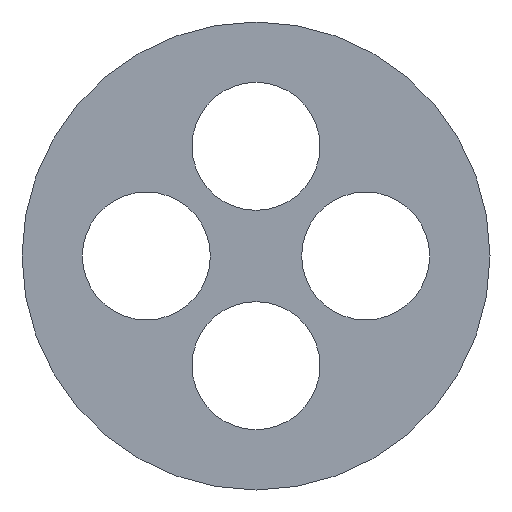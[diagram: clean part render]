
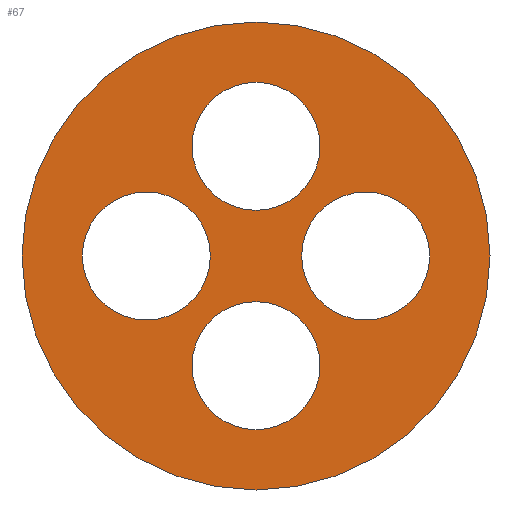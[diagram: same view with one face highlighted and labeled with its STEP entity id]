
A CAD part, left-side view. The second image highlights one B-rep face of the part: STEP entity #67.
In plain terms, the highlighted planar face has unit normal (-1, 0, 0).
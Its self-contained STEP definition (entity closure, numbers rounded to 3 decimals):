
#67 = ADVANCED_FACE( '', ( #156, #157, #158, #159, #160 ), #161, .F. );
#156 = FACE_BOUND( '', #277, .T. );
#157 = FACE_BOUND( '', #278, .T. );
#158 = FACE_BOUND( '', #279, .T. );
#159 = FACE_BOUND( '', #280, .T. );
#160 = FACE_OUTER_BOUND( '', #281, .T. );
#161 = PLANE( '', #282 );
#277 = EDGE_LOOP( '', ( #414 ) );
#278 = EDGE_LOOP( '', ( #415 ) );
#279 = EDGE_LOOP( '', ( #416 ) );
#280 = EDGE_LOOP( '', ( #417 ) );
#281 = EDGE_LOOP( '', ( #418 ) );
#282 = AXIS2_PLACEMENT_3D( '', #419, #420, #421 );
#414 = ORIENTED_EDGE( '', *, *, #694, .T. );
#415 = ORIENTED_EDGE( '', *, *, #695, .T. );
#416 = ORIENTED_EDGE( '', *, *, #673, .T. );
#417 = ORIENTED_EDGE( '', *, *, #696, .T. );
#418 = ORIENTED_EDGE( '', *, *, #697, .F. );
#419 = CARTESIAN_POINT( '', ( 0., 0., 0. ) );
#420 = DIRECTION( '', ( 1., 0., 0. ) );
#421 = DIRECTION( '', ( 0., 0., -1. ) );
#673 = EDGE_CURVE( '', #789, #789, #790, .T. );
#694 = EDGE_CURVE( '', #825, #825, #826, .T. );
#695 = EDGE_CURVE( '', #827, #827, #828, .T. );
#696 = EDGE_CURVE( '', #829, #829, #830, .T. );
#697 = EDGE_CURVE( '', #831, #831, #832, .T. );
#789 = VERTEX_POINT( '', #962 );
#790 = CIRCLE( '', #963, 3.5 );
#825 = VERTEX_POINT( '', #1009 );
#826 = CIRCLE( '', #1010, 3.5 );
#827 = VERTEX_POINT( '', #1011 );
#828 = CIRCLE( '', #1012, 3.5 );
#829 = VERTEX_POINT( '', #1013 );
#830 = CIRCLE( '', #1014, 3.5 );
#831 = VERTEX_POINT( '', #1015 );
#832 = CIRCLE( '', #1016, 12.8 );
#962 = CARTESIAN_POINT( '', ( 0., 6., -3.5 ) );
#963 = AXIS2_PLACEMENT_3D( '', #1187, #1188, #1189 );
#1009 = CARTESIAN_POINT( '', ( 0., 0., 2.5 ) );
#1010 = AXIS2_PLACEMENT_3D( '', #1213, #1214, #1215 );
#1011 = CARTESIAN_POINT( '', ( 0., -6., -3.5 ) );
#1012 = AXIS2_PLACEMENT_3D( '', #1216, #1217, #1218 );
#1013 = CARTESIAN_POINT( '', ( 0., 0., -9.5 ) );
#1014 = AXIS2_PLACEMENT_3D( '', #1219, #1220, #1221 );
#1015 = CARTESIAN_POINT( '', ( 0., 0., -12.8 ) );
#1016 = AXIS2_PLACEMENT_3D( '', #1222, #1223, #1224 );
#1187 = CARTESIAN_POINT( '', ( 0., 6., 0. ) );
#1188 = DIRECTION( '', ( 1., 0., 0. ) );
#1189 = DIRECTION( '', ( 0., 0., -1. ) );
#1213 = CARTESIAN_POINT( '', ( 0., 0., 6. ) );
#1214 = DIRECTION( '', ( 1., 0., 0. ) );
#1215 = DIRECTION( '', ( 0., 0., -1. ) );
#1216 = CARTESIAN_POINT( '', ( 0., -6., 0. ) );
#1217 = DIRECTION( '', ( 1., 0., 0. ) );
#1218 = DIRECTION( '', ( 0., 0., -1. ) );
#1219 = CARTESIAN_POINT( '', ( 0., 0., -6. ) );
#1220 = DIRECTION( '', ( 1., 0., 0. ) );
#1221 = DIRECTION( '', ( 0., 0., -1. ) );
#1222 = CARTESIAN_POINT( '', ( 0., 0., 0. ) );
#1223 = DIRECTION( '', ( 1., 0., 0. ) );
#1224 = DIRECTION( '', ( 0., 0., -1. ) );
